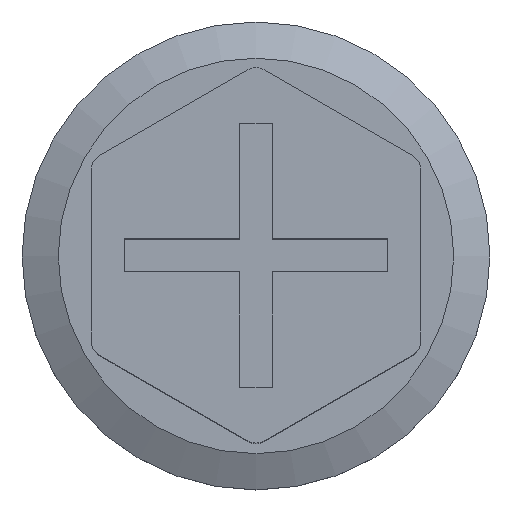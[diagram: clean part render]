
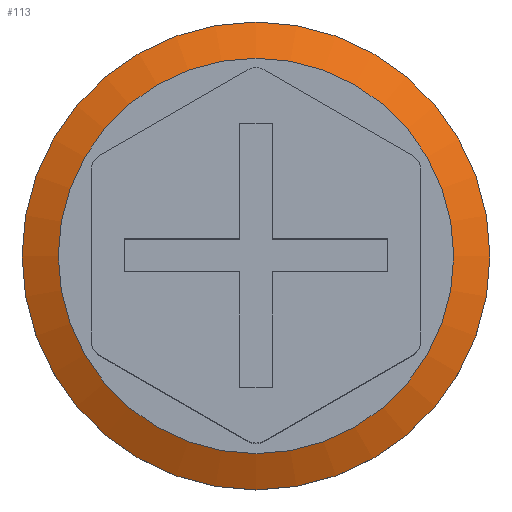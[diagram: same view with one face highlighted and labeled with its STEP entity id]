
A CAD part, top view. The second image highlights one B-rep face of the part: STEP entity #113.
In plain terms, the highlighted conical face has half-angle 65 degrees and reference radius 7.1 mm.
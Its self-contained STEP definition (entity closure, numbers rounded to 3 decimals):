
#113 = ADVANCED_FACE( '', ( #231, #232 ), #233, .T. );
#231 = FACE_BOUND( '', #352, .T. );
#232 = FACE_OUTER_BOUND( '', #353, .T. );
#233 = CONICAL_SURFACE( '', #354, 7.1, 1.134 );
#352 = EDGE_LOOP( '', ( #606 ) );
#353 = EDGE_LOOP( '', ( #607 ) );
#354 = AXIS2_PLACEMENT_3D( '', #608, #609, #610 );
#606 = ORIENTED_EDGE( '', *, *, #731, .F. );
#607 = ORIENTED_EDGE( '', *, *, #783, .T. );
#608 = CARTESIAN_POINT( '', ( 0., 0., 7.021 ) );
#609 = DIRECTION( '', ( 0., 0., -1. ) );
#610 = DIRECTION( '', ( -1., 0., 0. ) );
#731 = EDGE_CURVE( '', #880, #880, #881, .T. );
#783 = EDGE_CURVE( '', #951, #951, #952, .T. );
#880 = VERTEX_POINT( '', #1081 );
#881 = CIRCLE( '', #1082, 6. );
#951 = VERTEX_POINT( '', #1179 );
#952 = CIRCLE( '', #1180, 7.1 );
#1081 = CARTESIAN_POINT( '', ( 6., 0., 7.534 ) );
#1082 = AXIS2_PLACEMENT_3D( '', #1258, #1259, #1260 );
#1179 = CARTESIAN_POINT( '', ( 7.1, 0., 7.021 ) );
#1180 = AXIS2_PLACEMENT_3D( '', #1306, #1307, #1308 );
#1258 = CARTESIAN_POINT( '', ( 0., 0., 7.534 ) );
#1259 = DIRECTION( '', ( 0., 0., 1. ) );
#1260 = DIRECTION( '', ( 1., 0., 0. ) );
#1306 = CARTESIAN_POINT( '', ( 0., 0., 7.021 ) );
#1307 = DIRECTION( '', ( 0., 0., 1. ) );
#1308 = DIRECTION( '', ( 1., 0., 0. ) );
